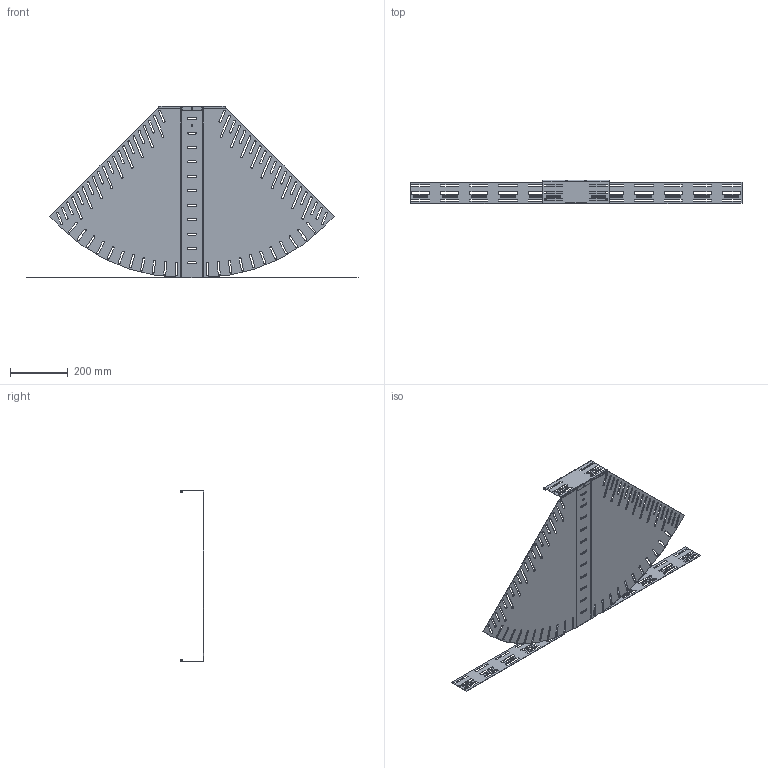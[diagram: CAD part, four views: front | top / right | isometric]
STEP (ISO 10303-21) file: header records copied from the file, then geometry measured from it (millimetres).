
FILE_DESCRIPTION (( 'STEP AP214' ), '1' );
FILE_NAME ('6037210.STEP', '2024-10-24T14:19:36', ( '' ), ( '' ), 'SwSTEP 2.0', 'SolidWorks 2024', '' );
FILE_SCHEMA (( 'AUTOMOTIVE_DESIGN' ));
Length unit declared in the file: millimetre
Products named in the file (3): 181455_600; 6037210; 167655_85x0°
Assembly tree (2 placements, depth 2):
  6037210
    181455_600
    167655_85x0°
Bounding box: 1150 x 82 x 595 mm (x, y, z)
Volume: 549265.5 mm3; surface area: 905851.2 mm2
Topology: 2 solids, 2 shells, 1232 faces, 3588 edges, 2360 vertices
Faces by surface type: plane 820, cylinder 402, bspline 10
Entity records: 41722 total; most frequent: CARTESIAN_POINT 7553, ORIENTED_EDGE 7176, DIRECTION 6786, EDGE_CURVE 3588, LINE 2764, VECTOR 2764, VERTEX_POINT 2360, AXIS2_PLACEMENT_3D 2011
